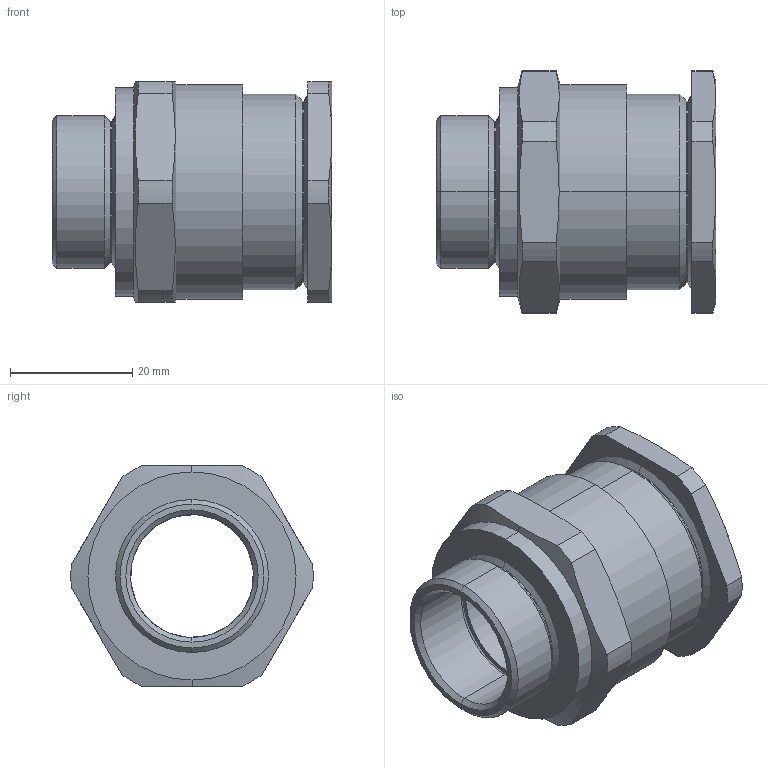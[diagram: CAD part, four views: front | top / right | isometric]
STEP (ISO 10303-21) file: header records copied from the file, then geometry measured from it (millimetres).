
FILE_DESCRIPTION (( 'STEP AP203' ), '1' );
FILE_NAME ('25A21RA.STEP', '2021-03-23T10:04:15', ( '' ), ( '' ), 'SwSTEP 2.0', 'SolidWorks 2017', '' );
FILE_SCHEMA (( 'CONFIG_CONTROL_DESIGN' ));
Length unit declared in the file: millimetre
Products named in the file (1): 25A21RA
Bounding box: 45.67 x 39.58 x 36 mm (x, y, z)
Volume: 20037.5 mm3; surface area: 13012.8 mm2
Topology: 1 solids, 19 shells, 304 faces, 741 edges, 482 vertices
Faces by surface type: plane 128, bspline 104, cone 36, cylinder 34, torus 2
Entity records: 15444 total; most frequent: CARTESIAN_POINT 8900, ORIENTED_EDGE 1482, DIRECTION 1013, EDGE_CURVE 741, VERTEX_POINT 482, LINE 399, VECTOR 399, EDGE_LOOP 327
